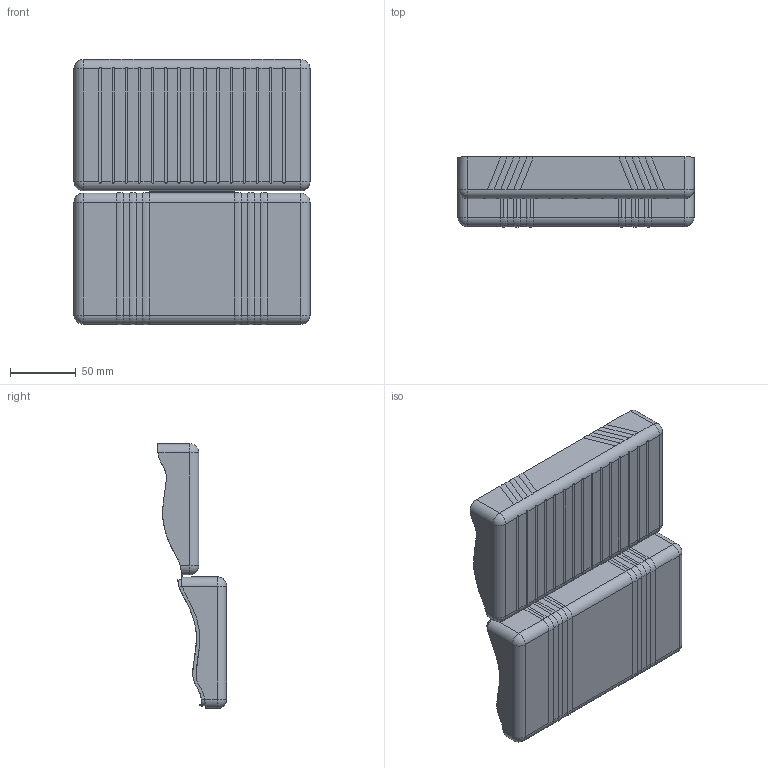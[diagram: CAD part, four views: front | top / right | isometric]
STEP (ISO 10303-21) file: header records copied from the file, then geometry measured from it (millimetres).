
FILE_DESCRIPTION (( 'STEP AP214' ), '1' );
FILE_NAME ('Main Body.STEP', '2025-03-25T21:55:30', ( '' ), ( '' ), 'SwSTEP 2.0', 'SolidWorks 2022', '' );
FILE_SCHEMA (( 'AUTOMOTIVE_DESIGN' ));
Length unit declared in the file: centimetre
Products named in the file (1): Main Body
Bounding box: 180 x 53.12 x 202.33 mm (x, y, z)
Volume: 212435.7 mm3; surface area: 134402.7 mm2
Topology: 1 solids, 1 shells, 428 faces, 1024 edges, 594 vertices
Faces by surface type: cylinder 173, plane 139, bspline 55, torus 49, sphere 12
Entity records: 31309 total; most frequent: CARTESIAN_POINT 21915, ORIENTED_EDGE 2020, DIRECTION 1845, EDGE_CURVE 1010, AXIS2_PLACEMENT_3D 682, VERTEX_POINT 594, VECTOR 481, LINE 481
